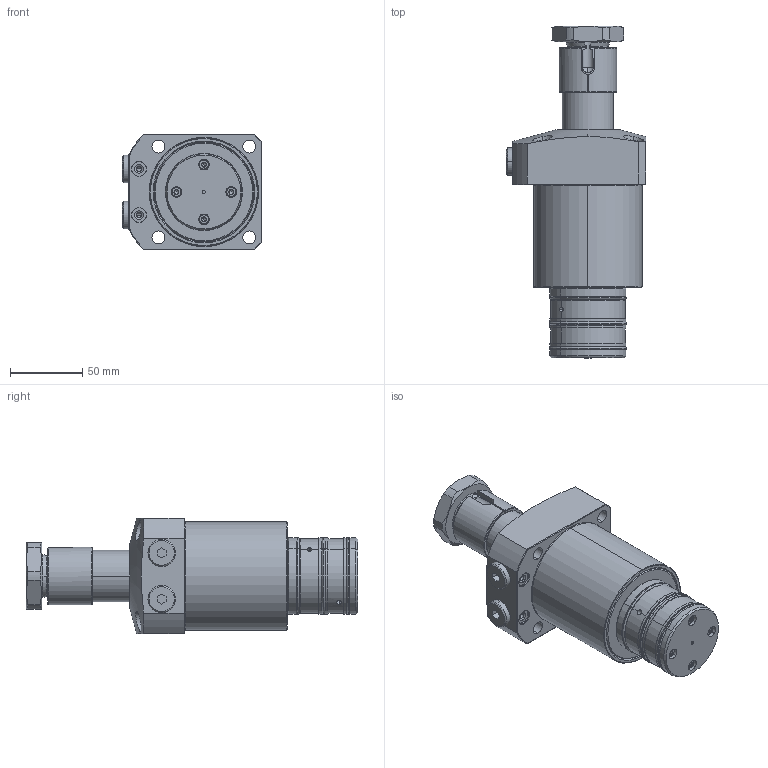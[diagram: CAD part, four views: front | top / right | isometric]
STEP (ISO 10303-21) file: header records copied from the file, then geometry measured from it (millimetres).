
FILE_DESCRIPTION (( 'STEP AP203' ), '1' );
FILE_NAME ('LHA0750-CRM.STEP', '2018-12-15T05:59:29', ( '微软用户' ), ( '微软中国' ), 'SwSTEP 2.0', 'SolidWorks 2012', '' );
FILE_SCHEMA (( 'CONFIG_CONTROL_DESIGN' ));
Length unit declared in the file: millimetre
Products named in the file (10): LHA0750-玅帡椔溹; Gȼ__4; 6妏寠晅无倌_M4(45); LHA0750-CRM; LHA0750-槭暌溛(蹬怮椔); LHA0750-咂衝椳紕_蹬怮椔); LHA0750-D菛巍; LHA0750-楓羔筳; LHA0750-ů_; LHA0750-簸忣諍匏_
Assembly tree (13 placements, depth 2):
  LHA0750-CRM
    LHA0750-槭暌溛(蹬怮椔)
    LHA0750-咂衝椳紕_蹬怮椔)
    LHA0750-D菛巍
    LHA0750-楓羔筳
    LHA0750-ů_
    LHA0750-簸忣諍匏_
    Gȼ__4  x2
    LHA0750-玅帡椔溹
    6妏寠晅无倌_M4(45)  x4
Bounding box: 96.5 x 230 x 80 mm (x, y, z)
Volume: 749828.5 mm3; surface area: 104338.5 mm2
Topology: 16 solids, 16 shells, 518 faces, 1116 edges, 656 vertices
Faces by surface type: plane 172, cylinder 161, cone 111, torus 72, sphere 2
Entity records: 13754 total; most frequent: CARTESIAN_POINT 3223, DIRECTION 2124, ORIENTED_EDGE 1840, EDGE_CURVE 920, AXIS2_PLACEMENT_3D 904, VERTEX_POINT 563, EDGE_LOOP 479, CIRCLE 476
